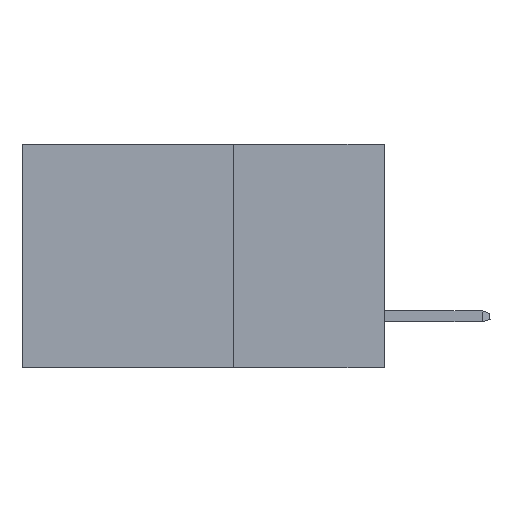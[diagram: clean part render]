
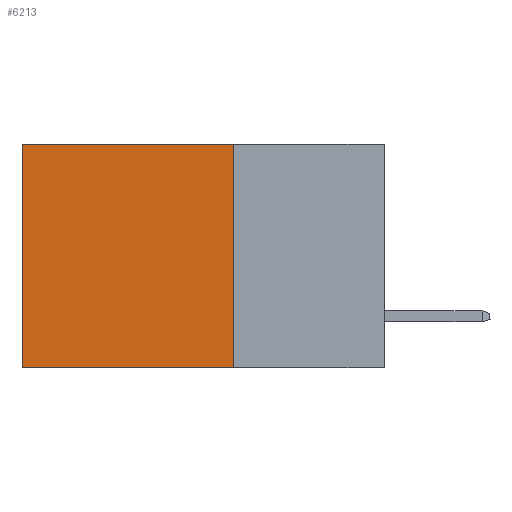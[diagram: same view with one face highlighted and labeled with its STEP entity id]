
A CAD part, left-side view. The second image highlights one B-rep face of the part: STEP entity #6213.
In plain terms, the highlighted planar face has unit normal (-1, 0, 0).
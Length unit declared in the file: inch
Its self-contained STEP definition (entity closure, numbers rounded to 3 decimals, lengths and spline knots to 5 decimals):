
#53 = ORIENTED_EDGE ( 'NONE', *, *, #5981, .F. ) ;
#493 = LINE ( 'NONE', #802, #2351 ) ;
#594 = CARTESIAN_POINT ( 'NONE',  ( 0.298, 0.6, 0. ) ) ;
#680 = ORIENTED_EDGE ( 'NONE', *, *, #1392, .T. ) ;
#780 = DIRECTION ( 'NONE',  ( 0., 0., -1. ) ) ;
#802 = CARTESIAN_POINT ( 'NONE',  ( 0.298, 0.25, 0. ) ) ;
#893 = FACE_OUTER_BOUND ( 'NONE', #1566, .T. ) ;
#1392 = EDGE_CURVE ( 'NONE', #2423, #8613, #8579, .T. ) ;
#1486 = CARTESIAN_POINT ( 'NONE',  ( 0.298, 0.6, 0. ) ) ;
#1566 = EDGE_LOOP ( 'NONE', ( #5953, #53, #1978, #680 ) ) ;
#1588 = DIRECTION ( 'NONE',  ( 0., 0., -1. ) ) ;
#1978 = ORIENTED_EDGE ( 'NONE', *, *, #7475, .F. ) ;
#2351 = VECTOR ( 'NONE', #1588, 39.37008 ) ;
#2423 = VERTEX_POINT ( 'NONE', #8692 ) ;
#2947 = LINE ( 'NONE', #1486, #5358 ) ;
#4783 = AXIS2_PLACEMENT_3D ( 'NONE', #8843, #8763, #8757 ) ;
#4954 = VERTEX_POINT ( 'NONE', #7693 ) ;
#5240 = DIRECTION ( 'NONE',  ( 0., 1., 0. ) ) ;
#5358 = VECTOR ( 'NONE', #780, 39.37008 ) ;
#5597 = DIRECTION ( 'NONE',  ( 0., 1., 0. ) ) ;
#5953 = ORIENTED_EDGE ( 'NONE', *, *, #8162, .T. ) ;
#5981 = EDGE_CURVE ( 'NONE', #4954, #7717, #8502, .T. ) ;
#6213 = ADVANCED_FACE ( 'NONE', ( #893 ), #8917, .F. ) ;
#6930 = VECTOR ( 'NONE', #5597, 39.37008 ) ;
#7081 = CARTESIAN_POINT ( 'NONE',  ( 0.298, 0.25, 0. ) ) ;
#7475 = EDGE_CURVE ( 'NONE', #2423, #4954, #493, .T. ) ;
#7693 = CARTESIAN_POINT ( 'NONE',  ( 0.298, 0.25, -0.37 ) ) ;
#7717 = VERTEX_POINT ( 'NONE', #9197 ) ;
#7772 = CARTESIAN_POINT ( 'NONE',  ( 0.298, 0.25, -0.37 ) ) ;
#8162 = EDGE_CURVE ( 'NONE', #8613, #7717, #2947, .T. ) ;
#8502 = LINE ( 'NONE', #7772, #6930 ) ;
#8574 = VECTOR ( 'NONE', #5240, 39.37008 ) ;
#8579 = LINE ( 'NONE', #7081, #8574 ) ;
#8613 = VERTEX_POINT ( 'NONE', #594 ) ;
#8692 = CARTESIAN_POINT ( 'NONE',  ( 0.298, 0.25, 0. ) ) ;
#8757 = DIRECTION ( 'NONE',  ( 0., 0., -1. ) ) ;
#8763 = DIRECTION ( 'NONE',  ( 1., 0., 0. ) ) ;
#8843 = CARTESIAN_POINT ( 'NONE',  ( 0.298, 0.25, 0. ) ) ;
#8917 = PLANE ( 'NONE',  #4783 ) ;
#9197 = CARTESIAN_POINT ( 'NONE',  ( 0.298, 0.6, -0.37 ) ) ;
